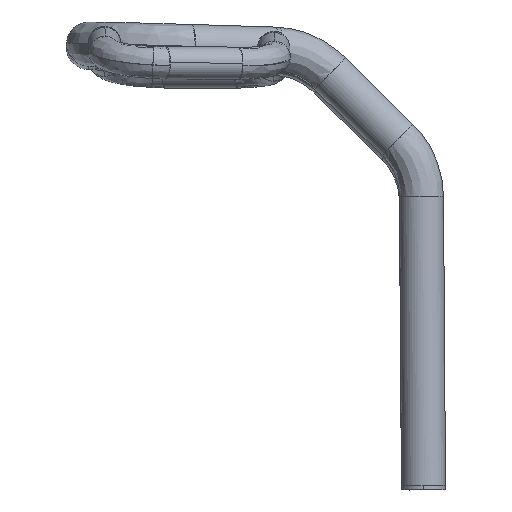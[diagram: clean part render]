
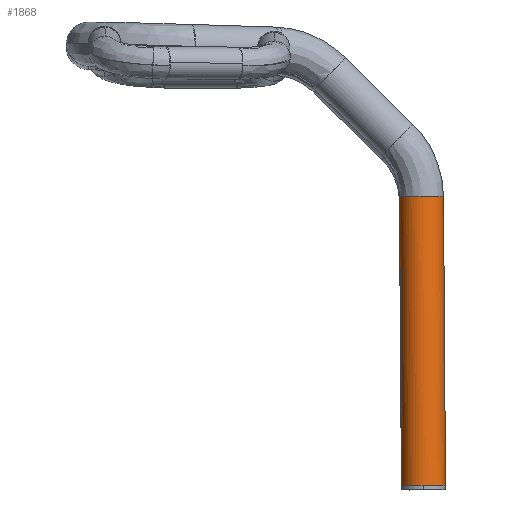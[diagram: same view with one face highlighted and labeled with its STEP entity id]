
A CAD part, left-side view. The second image highlights one B-rep face of the part: STEP entity #1868.
In plain terms, the highlighted free-form (B-spline) face has degree [2, 1] with [5, 2] control points.
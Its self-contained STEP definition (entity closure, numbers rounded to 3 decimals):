
#736 = EDGE_CURVE('',#737,#739,#741,.T.);
#737 = VERTEX_POINT('',#738);
#738 = CARTESIAN_POINT('',(-258.958,-414.795,
    1151.896));
#739 = VERTEX_POINT('',#740);
#740 = CARTESIAN_POINT('',(-258.971,-366.57,
    1151.564));
#741 = ( BOUNDED_CURVE() B_SPLINE_CURVE(2,(#742,#743,#744,#745,#746),
.UNSPECIFIED.,.F.,.F.) B_SPLINE_CURVE_WITH_KNOTS((3,2,3),(0.,
1.571,3.142),.PIECEWISE_BEZIER_KNOTS.) CURVE() 
GEOMETRIC_REPRESENTATION_ITEM() RATIONAL_B_SPLINE_CURVE((1.,
0.707,1.,0.707,1.)) REPRESENTATION_ITEM('') );
#742 = CARTESIAN_POINT('',(-258.958,-414.795,
    1151.896));
#743 = CARTESIAN_POINT('',(-283.07,-414.8,
    1152.084));
#744 = CARTESIAN_POINT('',(-283.077,-390.688,
    1151.917));
#745 = CARTESIAN_POINT('',(-283.083,-366.575,
    1151.751));
#746 = CARTESIAN_POINT('',(-258.971,-366.57,
    1151.564));
#1506 = VERTEX_POINT('',#1507);
#1507 = CARTESIAN_POINT('',(-261.433,-368.755,
    834.865));
#1508 = VERTEX_POINT('',#1509);
#1509 = CARTESIAN_POINT('',(-261.42,-416.98,
    835.197));
#1517 = EDGE_CURVE('',#1506,#739,#1518,.T.);
#1518 = B_SPLINE_CURVE_WITH_KNOTS('',1,(#1519,#1520),.UNSPECIFIED.,.F.,
  .F.,(2,2),(0.,358.579),
  .PIECEWISE_BEZIER_KNOTS.);
#1519 = CARTESIAN_POINT('',(-261.433,-368.755,
    834.865));
#1520 = CARTESIAN_POINT('',(-258.971,-366.57,
    1151.564));
#1530 = EDGE_CURVE('',#1508,#737,#1531,.T.);
#1531 = B_SPLINE_CURVE_WITH_KNOTS('',1,(#1532,#1533),.UNSPECIFIED.,.F.,
  .F.,(2,2),(0.,358.579),
  .PIECEWISE_BEZIER_KNOTS.);
#1532 = CARTESIAN_POINT('',(-261.42,-416.98,
    835.197));
#1533 = CARTESIAN_POINT('',(-258.958,-414.795,
    1151.896));
#1868 = ADVANCED_FACE('',(#1869),#1882,.T.);
#1869 = FACE_BOUND('',#1870,.T.);
#1870 = EDGE_LOOP('',(#1871,#1872,#1880,#1881));
#1871 = ORIENTED_EDGE('',*,*,#1517,.F.);
#1872 = ORIENTED_EDGE('',*,*,#1873,.F.);
#1873 = EDGE_CURVE('',#1508,#1506,#1874,.T.);
#1874 = ( BOUNDED_CURVE() B_SPLINE_CURVE(2,(#1875,#1876,#1877,#1878,
#1879),.UNSPECIFIED.,.F.,.F.) B_SPLINE_CURVE_WITH_KNOTS((3,2,3),(
    4.712,6.283,7.854),
.PIECEWISE_BEZIER_KNOTS.) CURVE() GEOMETRIC_REPRESENTATION_ITEM() 
RATIONAL_B_SPLINE_CURVE((1.,0.707,1.,0.707,1.)) 
REPRESENTATION_ITEM('') );
#1875 = CARTESIAN_POINT('',(-261.42,-416.98,
    835.197));
#1876 = CARTESIAN_POINT('',(-285.533,-416.985,
    835.385));
#1877 = CARTESIAN_POINT('',(-285.539,-392.873,
    835.219));
#1878 = CARTESIAN_POINT('',(-285.545,-368.76,
    835.052));
#1879 = CARTESIAN_POINT('',(-261.433,-368.755,
    834.865));
#1880 = ORIENTED_EDGE('',*,*,#1530,.T.);
#1881 = ORIENTED_EDGE('',*,*,#736,.T.);
#1882 = ( BOUNDED_SURFACE() B_SPLINE_SURFACE(2,1,(
    (#1883,#1884)
    ,(#1885,#1886)
    ,(#1887,#1888)
    ,(#1889,#1890)
    ,(#1891,#1892
)),.UNSPECIFIED.,.F.,.F.,.F.) B_SPLINE_SURFACE_WITH_KNOTS((3,2,3),(2,2),
  (3.142,4.712,6.283),(0.,
    358.579),.PIECEWISE_BEZIER_KNOTS.) 
GEOMETRIC_REPRESENTATION_ITEM() RATIONAL_B_SPLINE_SURFACE((
    (1.,1.)
    ,(0.707,0.707)
    ,(1.,1.)
    ,(0.707,0.707)
,(1.,1.))) REPRESENTATION_ITEM('') SURFACE() );
#1883 = CARTESIAN_POINT('',(-261.433,-368.755,
    834.865));
#1884 = CARTESIAN_POINT('',(-258.971,-366.57,
    1151.564));
#1885 = CARTESIAN_POINT('',(-285.545,-368.76,
    835.052));
#1886 = CARTESIAN_POINT('',(-283.083,-366.575,
    1151.751));
#1887 = CARTESIAN_POINT('',(-285.539,-392.873,
    835.219));
#1888 = CARTESIAN_POINT('',(-283.077,-390.688,
    1151.917));
#1889 = CARTESIAN_POINT('',(-285.533,-416.985,
    835.385));
#1890 = CARTESIAN_POINT('',(-283.07,-414.8,
    1152.084));
#1891 = CARTESIAN_POINT('',(-261.42,-416.98,
    835.197));
#1892 = CARTESIAN_POINT('',(-258.958,-414.795,
    1151.896));
